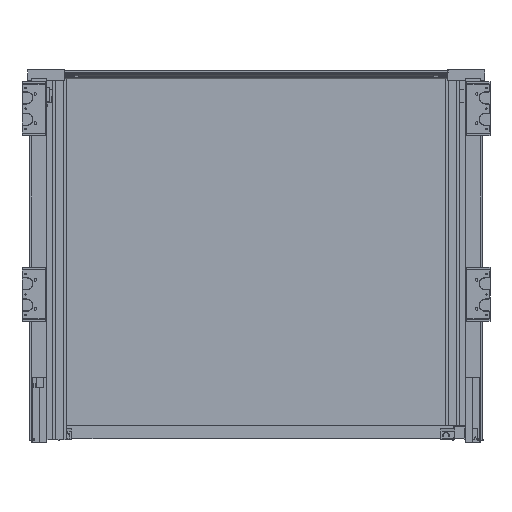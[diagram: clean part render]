
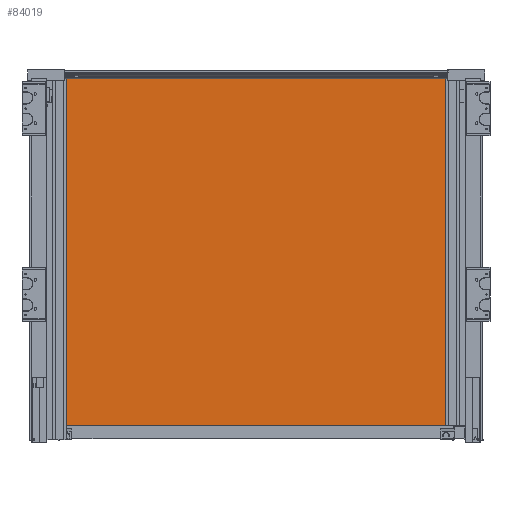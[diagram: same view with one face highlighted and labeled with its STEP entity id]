
A CAD part, front view. The second image highlights one B-rep face of the part: STEP entity #84019.
In plain terms, the highlighted planar face has unit normal (0, -1, 0).
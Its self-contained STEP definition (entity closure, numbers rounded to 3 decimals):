
#4641=FACE_OUTER_BOUND('',#9040,.T.);
#9040=EDGE_LOOP('',(#52369,#52370,#52371,#52372));
#13770=LINE('',#114599,#23025);
#13774=LINE('',#114607,#23029);
#13777=LINE('',#114613,#23032);
#13780=LINE('',#114618,#23035);
#23025=VECTOR('',#94139,1000.);
#23029=VECTOR('',#94145,1000.);
#23032=VECTOR('',#94150,1000.);
#23035=VECTOR('',#94155,1000.);
#32280=VERTEX_POINT('',#114597);
#32281=VERTEX_POINT('',#114598);
#32284=VERTEX_POINT('',#114606);
#32286=VERTEX_POINT('',#114612);
#40254=EDGE_CURVE('',#32280,#32281,#13770,.T.);
#40258=EDGE_CURVE('',#32281,#32284,#13774,.T.);
#40261=EDGE_CURVE('',#32284,#32286,#13777,.T.);
#40264=EDGE_CURVE('',#32286,#32280,#13780,.T.);
#52369=ORIENTED_EDGE('',*,*,#40254,.F.);
#52370=ORIENTED_EDGE('',*,*,#40264,.F.);
#52371=ORIENTED_EDGE('',*,*,#40261,.F.);
#52372=ORIENTED_EDGE('',*,*,#40258,.F.);
#76544=PLANE('',#88537);
#84019=ADVANCED_FACE('',(#4641),#76544,.T.);
#88537=AXIS2_PLACEMENT_3D('',#114621,#94159,#94160);
#94139=DIRECTION('',(0.,0.,-1.));
#94145=DIRECTION('',(-1.,0.,0.));
#94150=DIRECTION('',(0.,0.,1.));
#94155=DIRECTION('',(1.,0.,0.));
#94159=DIRECTION('center_axis',(0.,-1.,0.));
#94160=DIRECTION('ref_axis',(0.,0.,
-1.));
#114597=CARTESIAN_POINT('',(1240.977,1298.439,152.6));
#114598=CARTESIAN_POINT('',(1240.977,1298.439,-273.4));
#114599=CARTESIAN_POINT('',(1240.977,1298.439,152.6));
#114606=CARTESIAN_POINT('',(751.977,1298.439,-273.4));
#114607=CARTESIAN_POINT('',(751.977,1298.439,-273.4));
#114612=CARTESIAN_POINT('',(751.977,1298.439,152.6));
#114613=CARTESIAN_POINT('',(751.977,1298.439,152.6));
#114618=CARTESIAN_POINT('',(751.977,1298.439,152.6));
#114621=CARTESIAN_POINT('Origin',(996.477,1298.439,-60.4));
